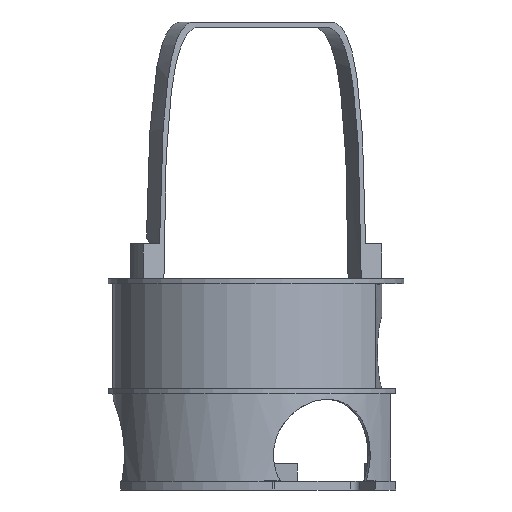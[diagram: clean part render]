
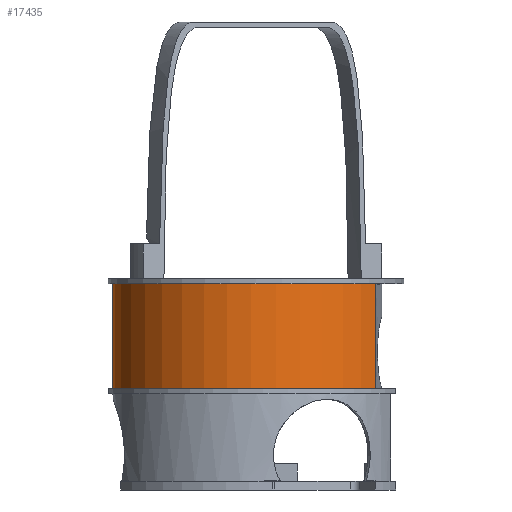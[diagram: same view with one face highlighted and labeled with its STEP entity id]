
A CAD part, left-side view. The second image highlights one B-rep face of the part: STEP entity #17435.
In plain terms, the highlighted cylindrical face has radius 81.9 mm (diameter 163.8 mm), a partial arc.
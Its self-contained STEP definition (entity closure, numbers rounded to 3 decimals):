
#2419=LINE('',#29789,#4085);
#2420=LINE('',#29795,#4086);
#4085=VECTOR('',#23438,10.);
#4086=VECTOR('',#23445,10.);
#4518=CYLINDRICAL_SURFACE('',#18976,81.9);
#5356=FACE_OUTER_BOUND('',#6462,.T.);
#6462=EDGE_LOOP('',(#15529,#15530,#15531,#15532));
#7214=CIRCLE('',#18977,81.9);
#7215=CIRCLE('',#18978,81.9);
#8666=VERTEX_POINT('',#29785);
#8667=VERTEX_POINT('',#29787);
#8668=VERTEX_POINT('',#29791);
#8669=VERTEX_POINT('',#29793);
#10988=EDGE_CURVE('',#8666,#8667,#2419,.F.);
#10989=EDGE_CURVE('',#8668,#8666,#7214,.F.);
#10990=EDGE_CURVE('',#8669,#8667,#7215,.F.);
#10991=EDGE_CURVE('',#8668,#8669,#2420,.F.);
#15529=ORIENTED_EDGE('',*,*,#10989,.T.);
#15530=ORIENTED_EDGE('',*,*,#10988,.T.);
#15531=ORIENTED_EDGE('',*,*,#10990,.F.);
#15532=ORIENTED_EDGE('',*,*,#10991,.F.);
#17435=ADVANCED_FACE('',(#5356),#4518,.T.);
#18976=AXIS2_PLACEMENT_3D('',#29790,#23439,#23440);
#18977=AXIS2_PLACEMENT_3D('',#29792,#23441,#23442);
#18978=AXIS2_PLACEMENT_3D('',#29794,#23443,#23444);
#23438=DIRECTION('',(0.,0.,-1.));
#23439=DIRECTION('center_axis',(0.,0.,1.));
#23440=DIRECTION('ref_axis',(0.,1.,0.));
#23441=DIRECTION('center_axis',(0.,0.,-1.));
#23442=DIRECTION('ref_axis',(0.5,-0.866,0.));
#23443=DIRECTION('center_axis',(0.,0.,-1.));
#23444=DIRECTION('ref_axis',(0.5,-0.866,0.));
#23445=DIRECTION('',(0.,0.,-1.));
#29785=CARTESIAN_POINT('',(-44.742,-68.599,57.3));
#29787=CARTESIAN_POINT('',(-44.742,-68.599,118.7));
#29789=CARTESIAN_POINT('',(-44.742,-68.599,57.));
#29790=CARTESIAN_POINT('Origin',(0.,0.,57.));
#29791=CARTESIAN_POINT('',(44.742,-68.599,57.3));
#29792=CARTESIAN_POINT('Origin',(0.,0.,57.3));
#29793=CARTESIAN_POINT('',(44.742,-68.599,118.7));
#29794=CARTESIAN_POINT('Origin',(0.,0.,118.7));
#29795=CARTESIAN_POINT('',(44.742,-68.599,57.));
